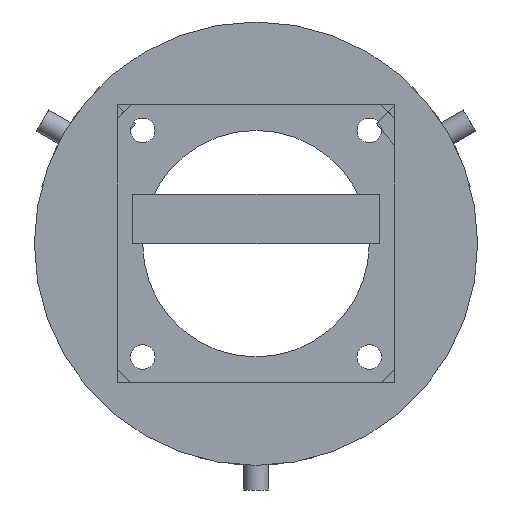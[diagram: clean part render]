
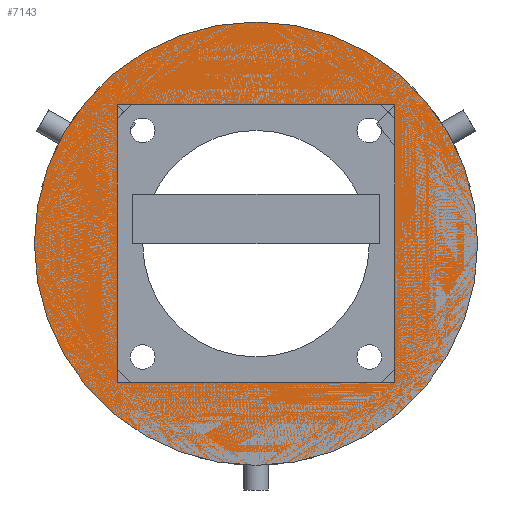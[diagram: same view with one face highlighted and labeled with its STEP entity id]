
A CAD part, left-side view. The second image highlights one B-rep face of the part: STEP entity #7143.
In plain terms, the highlighted planar face has unit normal (-1, 0, 0).
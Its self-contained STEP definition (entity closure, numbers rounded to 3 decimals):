
#6748 = VERTEX_POINT('',#6749);
#6749 = CARTESIAN_POINT('',(-10.,22.5,0.));
#6756 = CYLINDRICAL_SURFACE('',#6757,22.5);
#6757 = AXIS2_PLACEMENT_3D('',#6758,#6759,#6760);
#6758 = CARTESIAN_POINT('',(0.,0.,0.));
#6759 = DIRECTION('',(1.,0.,0.));
#6760 = DIRECTION('',(0.,1.,0.));
#6775 = EDGE_CURVE('',#6748,#6748,#6776,.T.);
#6776 = SURFACE_CURVE('',#6777,(#6782,#6789),.PCURVE_S1.);
#6777 = CIRCLE('',#6778,22.5);
#6778 = AXIS2_PLACEMENT_3D('',#6779,#6780,#6781);
#6779 = CARTESIAN_POINT('',(-10.,0.,0.));
#6780 = DIRECTION('',(1.,0.,0.));
#6781 = DIRECTION('',(0.,1.,0.));
#6782 = PCURVE('',#6756,#6783);
#6783 = DEFINITIONAL_REPRESENTATION('',(#6784),#6788);
#6784 = LINE('',#6785,#6786);
#6785 = CARTESIAN_POINT('',(0.,-10.));
#6786 = VECTOR('',#6787,1.);
#6787 = DIRECTION('',(1.,0.));
#6788 = ( GEOMETRIC_REPRESENTATION_CONTEXT(2) 
PARAMETRIC_REPRESENTATION_CONTEXT() REPRESENTATION_CONTEXT('2D SPACE',''
  ) );
#6789 = PCURVE('',#6790,#6795);
#6790 = PLANE('',#6791);
#6791 = AXIS2_PLACEMENT_3D('',#6792,#6793,#6794);
#6792 = CARTESIAN_POINT('',(-10.,0.,0.));
#6793 = DIRECTION('',(1.,0.,0.));
#6794 = DIRECTION('',(0.,0.,1.));
#6795 = DEFINITIONAL_REPRESENTATION('',(#6796),#6800);
#6796 = CIRCLE('',#6797,22.5);
#6797 = AXIS2_PLACEMENT_2D('',#6798,#6799);
#6798 = CARTESIAN_POINT('',(0.,0.));
#6799 = DIRECTION('',(0.,-1.));
#6800 = ( GEOMETRIC_REPRESENTATION_CONTEXT(2) 
PARAMETRIC_REPRESENTATION_CONTEXT() REPRESENTATION_CONTEXT('2D SPACE',''
  ) );
#6836 = VERTEX_POINT('',#6837);
#6837 = CARTESIAN_POINT('',(-10.,-14.1,14.1));
#6844 = PLANE('',#6845);
#6845 = AXIS2_PLACEMENT_3D('',#6846,#6847,#6848);
#6846 = CARTESIAN_POINT('',(0.,-14.1,14.1));
#6847 = DIRECTION('',(0.,0.,-1.));
#6848 = DIRECTION('',(0.,1.,0.));
#6856 = PLANE('',#6857);
#6857 = AXIS2_PLACEMENT_3D('',#6858,#6859,#6860);
#6858 = CARTESIAN_POINT('',(0.,-14.1,-14.1));
#6859 = DIRECTION('',(0.,1.,0.));
#6860 = DIRECTION('',(0.,0.,1.));
#6868 = EDGE_CURVE('',#6836,#6869,#6871,.T.);
#6869 = VERTEX_POINT('',#6870);
#6870 = CARTESIAN_POINT('',(-10.,14.1,14.1));
#6871 = SURFACE_CURVE('',#6872,(#6876,#6883),.PCURVE_S1.);
#6872 = LINE('',#6873,#6874);
#6873 = CARTESIAN_POINT('',(-10.,-14.1,14.1));
#6874 = VECTOR('',#6875,1.);
#6875 = DIRECTION('',(0.,1.,0.));
#6876 = PCURVE('',#6844,#6877);
#6877 = DEFINITIONAL_REPRESENTATION('',(#6878),#6882);
#6878 = LINE('',#6879,#6880);
#6879 = CARTESIAN_POINT('',(0.,-10.));
#6880 = VECTOR('',#6881,1.);
#6881 = DIRECTION('',(1.,0.));
#6882 = ( GEOMETRIC_REPRESENTATION_CONTEXT(2) 
PARAMETRIC_REPRESENTATION_CONTEXT() REPRESENTATION_CONTEXT('2D SPACE',''
  ) );
#6883 = PCURVE('',#6790,#6884);
#6884 = DEFINITIONAL_REPRESENTATION('',(#6885),#6889);
#6885 = LINE('',#6886,#6887);
#6886 = CARTESIAN_POINT('',(14.1,14.1));
#6887 = VECTOR('',#6888,1.);
#6888 = DIRECTION('',(0.,-1.));
#6889 = ( GEOMETRIC_REPRESENTATION_CONTEXT(2) 
PARAMETRIC_REPRESENTATION_CONTEXT() REPRESENTATION_CONTEXT('2D SPACE',''
  ) );
#6907 = PLANE('',#6908);
#6908 = AXIS2_PLACEMENT_3D('',#6909,#6910,#6911);
#6909 = CARTESIAN_POINT('',(0.,14.1,14.1));
#6910 = DIRECTION('',(0.,-1.,0.));
#6911 = DIRECTION('',(0.,0.,-1.));
#6944 = EDGE_CURVE('',#6869,#6945,#6947,.T.);
#6945 = VERTEX_POINT('',#6946);
#6946 = CARTESIAN_POINT('',(-10.,14.1,-14.1));
#6947 = SURFACE_CURVE('',#6948,(#6952,#6959),.PCURVE_S1.);
#6948 = LINE('',#6949,#6950);
#6949 = CARTESIAN_POINT('',(-10.,14.1,14.1));
#6950 = VECTOR('',#6951,1.);
#6951 = DIRECTION('',(0.,0.,-1.));
#6952 = PCURVE('',#6907,#6953);
#6953 = DEFINITIONAL_REPRESENTATION('',(#6954),#6958);
#6954 = LINE('',#6955,#6956);
#6955 = CARTESIAN_POINT('',(0.,-10.));
#6956 = VECTOR('',#6957,1.);
#6957 = DIRECTION('',(1.,0.));
#6958 = ( GEOMETRIC_REPRESENTATION_CONTEXT(2) 
PARAMETRIC_REPRESENTATION_CONTEXT() REPRESENTATION_CONTEXT('2D SPACE',''
  ) );
#6959 = PCURVE('',#6790,#6960);
#6960 = DEFINITIONAL_REPRESENTATION('',(#6961),#6965);
#6961 = LINE('',#6962,#6963);
#6962 = CARTESIAN_POINT('',(14.1,-14.1));
#6963 = VECTOR('',#6964,1.);
#6964 = DIRECTION('',(-1.,0.));
#6965 = ( GEOMETRIC_REPRESENTATION_CONTEXT(2) 
PARAMETRIC_REPRESENTATION_CONTEXT() REPRESENTATION_CONTEXT('2D SPACE',''
  ) );
#6983 = PLANE('',#6984);
#6984 = AXIS2_PLACEMENT_3D('',#6985,#6986,#6987);
#6985 = CARTESIAN_POINT('',(0.,14.1,-14.1));
#6986 = DIRECTION('',(0.,0.,1.));
#6987 = DIRECTION('',(0.,-1.,0.));
#7020 = EDGE_CURVE('',#6945,#7021,#7023,.T.);
#7021 = VERTEX_POINT('',#7022);
#7022 = CARTESIAN_POINT('',(-10.,-14.1,-14.1));
#7023 = SURFACE_CURVE('',#7024,(#7028,#7035),.PCURVE_S1.);
#7024 = LINE('',#7025,#7026);
#7025 = CARTESIAN_POINT('',(-10.,14.1,-14.1));
#7026 = VECTOR('',#7027,1.);
#7027 = DIRECTION('',(0.,-1.,0.));
#7028 = PCURVE('',#6983,#7029);
#7029 = DEFINITIONAL_REPRESENTATION('',(#7030),#7034);
#7030 = LINE('',#7031,#7032);
#7031 = CARTESIAN_POINT('',(0.,-10.));
#7032 = VECTOR('',#7033,1.);
#7033 = DIRECTION('',(1.,0.));
#7034 = ( GEOMETRIC_REPRESENTATION_CONTEXT(2) 
PARAMETRIC_REPRESENTATION_CONTEXT() REPRESENTATION_CONTEXT('2D SPACE',''
  ) );
#7035 = PCURVE('',#6790,#7036);
#7036 = DEFINITIONAL_REPRESENTATION('',(#7037),#7041);
#7037 = LINE('',#7038,#7039);
#7038 = CARTESIAN_POINT('',(-14.1,-14.1));
#7039 = VECTOR('',#7040,1.);
#7040 = DIRECTION('',(0.,1.));
#7041 = ( GEOMETRIC_REPRESENTATION_CONTEXT(2) 
PARAMETRIC_REPRESENTATION_CONTEXT() REPRESENTATION_CONTEXT('2D SPACE',''
  ) );
#7091 = EDGE_CURVE('',#7021,#6836,#7092,.T.);
#7092 = SURFACE_CURVE('',#7093,(#7097,#7104),.PCURVE_S1.);
#7093 = LINE('',#7094,#7095);
#7094 = CARTESIAN_POINT('',(-10.,-14.1,-14.1));
#7095 = VECTOR('',#7096,1.);
#7096 = DIRECTION('',(0.,0.,1.));
#7097 = PCURVE('',#6856,#7098);
#7098 = DEFINITIONAL_REPRESENTATION('',(#7099),#7103);
#7099 = LINE('',#7100,#7101);
#7100 = CARTESIAN_POINT('',(0.,-10.));
#7101 = VECTOR('',#7102,1.);
#7102 = DIRECTION('',(1.,0.));
#7103 = ( GEOMETRIC_REPRESENTATION_CONTEXT(2) 
PARAMETRIC_REPRESENTATION_CONTEXT() REPRESENTATION_CONTEXT('2D SPACE',''
  ) );
#7104 = PCURVE('',#6790,#7105);
#7105 = DEFINITIONAL_REPRESENTATION('',(#7106),#7110);
#7106 = LINE('',#7107,#7108);
#7107 = CARTESIAN_POINT('',(-14.1,14.1));
#7108 = VECTOR('',#7109,1.);
#7109 = DIRECTION('',(1.,0.));
#7110 = ( GEOMETRIC_REPRESENTATION_CONTEXT(2) 
PARAMETRIC_REPRESENTATION_CONTEXT() REPRESENTATION_CONTEXT('2D SPACE',''
  ) );
#7143 = ADVANCED_FACE('',(#7144,#7147),#6790,.F.);
#7144 = FACE_BOUND('',#7145,.F.);
#7145 = EDGE_LOOP('',(#7146));
#7146 = ORIENTED_EDGE('',*,*,#6775,.T.);
#7147 = FACE_BOUND('',#7148,.F.);
#7148 = EDGE_LOOP('',(#7149,#7150,#7151,#7152));
#7149 = ORIENTED_EDGE('',*,*,#6868,.T.);
#7150 = ORIENTED_EDGE('',*,*,#6944,.T.);
#7151 = ORIENTED_EDGE('',*,*,#7020,.T.);
#7152 = ORIENTED_EDGE('',*,*,#7091,.T.);
